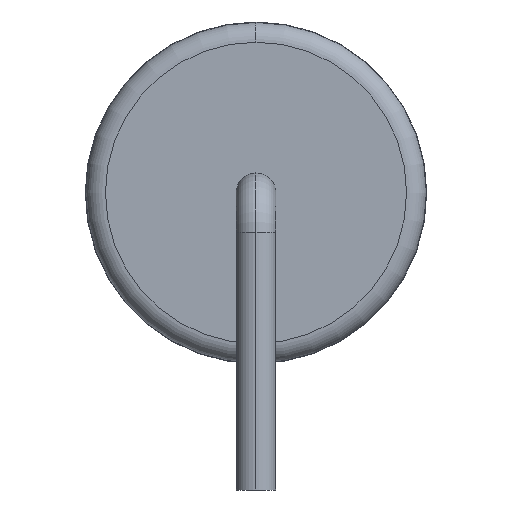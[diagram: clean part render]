
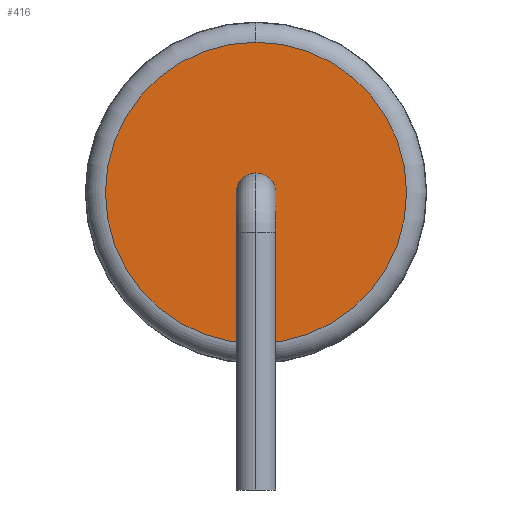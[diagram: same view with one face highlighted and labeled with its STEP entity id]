
A CAD part, left-side view. The second image highlights one B-rep face of the part: STEP entity #416.
In plain terms, the highlighted planar face has unit normal (-1, 0, 0).
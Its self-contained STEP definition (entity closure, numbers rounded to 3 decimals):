
#20 = VERTEX_POINT ( 'NONE', #648 ) ;
#21 = VERTEX_POINT ( 'NONE', #652 ) ;
#24 = VERTEX_POINT ( 'NONE', #622 ) ;
#25 = VERTEX_POINT ( 'NONE', #653 ) ;
#79 = ORIENTED_EDGE ( 'NONE', *, *, #186, .T. ) ;
#144 = EDGE_CURVE ( 'NONE', #20, #21, #829, .T. ) ;
#147 = EDGE_CURVE ( 'NONE', #25, #24, #833, .T. ) ;
#186 = EDGE_CURVE ( 'NONE', #21, #20, #1030, .T. ) ;
#189 = EDGE_CURVE ( 'NONE', #24, #25, #1035, .T. ) ;
#240 = AXIS2_PLACEMENT_3D ( 'NONE', #866, #867, #868 ) ;
#247 = AXIS2_PLACEMENT_3D ( 'NONE', #870, #876, #877 ) ;
#272 = AXIS2_PLACEMENT_3D ( 'NONE', #997, #1005, #1006 ) ;
#277 = AXIS2_PLACEMENT_3D ( 'NONE', #1007, #1045, #1046 ) ;
#332 = AXIS2_PLACEMENT_3D ( 'NONE', #1366, #1375, #1376 ) ;
#363 = EDGE_LOOP ( 'NONE', ( #492, #493 ) ) ;
#416 = ADVANCED_FACE ( 'NONE', ( #1318, #1325 ), #1367, .F. ) ;
#491 = ORIENTED_EDGE ( 'NONE', *, *, #144, .T. ) ;
#492 = ORIENTED_EDGE ( 'NONE', *, *, #147, .T. ) ;
#493 = ORIENTED_EDGE ( 'NONE', *, *, #189, .T. ) ;
#519 = EDGE_LOOP ( 'NONE', ( #79, #491 ) ) ;
#622 = CARTESIAN_POINT ( 'NONE',  ( -10., 0., 8.3 ) ) ;
#648 = CARTESIAN_POINT ( 'NONE',  ( -10., 0., 5. ) ) ;
#652 = CARTESIAN_POINT ( 'NONE',  ( -10., 0., 4. ) ) ;
#653 = CARTESIAN_POINT ( 'NONE',  ( -10., 0., 0.7 ) ) ;
#829 = CIRCLE ( 'NONE', #240, 0.5 ) ;
#833 = CIRCLE ( 'NONE', #247, 3.8 ) ;
#866 = CARTESIAN_POINT ( 'NONE',  ( -10., 0., 4.5 ) ) ;
#867 = DIRECTION ( 'NONE',  ( 1., 0., 0. ) ) ;
#868 = DIRECTION ( 'NONE',  ( 0., 0., -1. ) ) ;
#870 = CARTESIAN_POINT ( 'NONE',  ( -10., 0., 4.5 ) ) ;
#876 = DIRECTION ( 'NONE',  ( -1., 0., 0. ) ) ;
#877 = DIRECTION ( 'NONE',  ( 0., 0., -1. ) ) ;
#997 = CARTESIAN_POINT ( 'NONE',  ( -10., 0., 4.5 ) ) ;
#1005 = DIRECTION ( 'NONE',  ( 1., 0., 0. ) ) ;
#1006 = DIRECTION ( 'NONE',  ( 0., 0., -1. ) ) ;
#1007 = CARTESIAN_POINT ( 'NONE',  ( -10., 0., 4.5 ) ) ;
#1030 = CIRCLE ( 'NONE', #272, 0.5 ) ;
#1035 = CIRCLE ( 'NONE', #277, 3.8 ) ;
#1045 = DIRECTION ( 'NONE',  ( -1., 0., 0. ) ) ;
#1046 = DIRECTION ( 'NONE',  ( 0., 0., -1. ) ) ;
#1318 = FACE_BOUND ( 'NONE', #519, .T. ) ;
#1325 = FACE_OUTER_BOUND ( 'NONE', #363, .T. ) ;
#1366 = CARTESIAN_POINT ( 'NONE',  ( -10., 0., 4.5 ) ) ;
#1367 = PLANE ( 'NONE',  #332 ) ;
#1375 = DIRECTION ( 'NONE',  ( 1., 0., 0. ) ) ;
#1376 = DIRECTION ( 'NONE',  ( 0., 0., -1. ) ) ;
